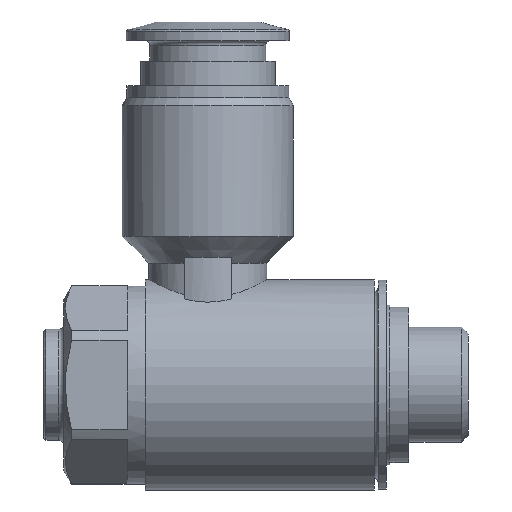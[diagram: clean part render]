
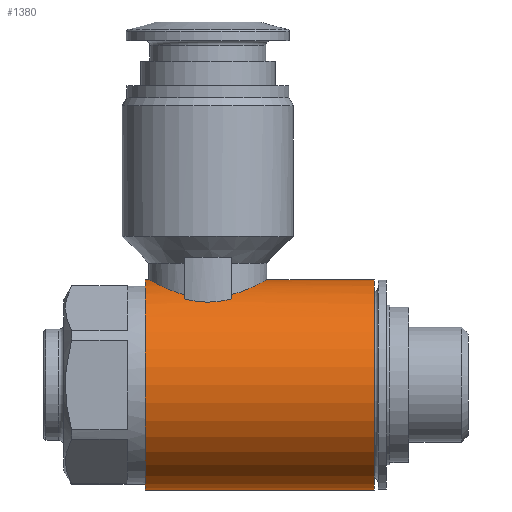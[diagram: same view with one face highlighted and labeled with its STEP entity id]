
A CAD part, left-side view. The second image highlights one B-rep face of the part: STEP entity #1380.
In plain terms, the highlighted cylindrical face has radius 8.9 mm (diameter 17.8 mm), a full revolution.
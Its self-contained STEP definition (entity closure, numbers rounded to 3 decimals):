
#130=B_SPLINE_CURVE_WITH_KNOTS('',3,(#1920,#1921,#1922,#1923,#1924,#1925,
#1926,#1927,#1928),.UNSPECIFIED.,.F.,.F.,(4,1,1,1,1,1,4),(0.002,
0.005,0.007,0.008,0.009,
0.011,0.014),.UNSPECIFIED.);
#131=B_SPLINE_CURVE_WITH_KNOTS('',3,(#1933,#1934,#1935,#1936,#1937),
 .UNSPECIFIED.,.F.,.F.,(4,1,4),(0.,0.002,0.004),
 .UNSPECIFIED.);
#132=B_SPLINE_CURVE_WITH_KNOTS('',3,(#1941,#1942,#1943,#1944,#1945,#1946,
#1947,#1948,#1949),.UNSPECIFIED.,.F.,.F.,(4,1,1,1,1,1,4),(0.018,
0.021,0.022,0.024,0.025,
0.027,0.03),.UNSPECIFIED.);
#133=B_SPLINE_CURVE_WITH_KNOTS('',3,(#1953,#1954,#1955,#1956,#1957),
 .UNSPECIFIED.,.F.,.F.,(4,1,4),(0.,0.002,0.004),
 .UNSPECIFIED.);
#150=ORIENTED_EDGE('',*,*,#378,.F.);
#151=ORIENTED_EDGE('',*,*,#379,.T.);
#152=ORIENTED_EDGE('',*,*,#380,.F.);
#153=ORIENTED_EDGE('',*,*,#381,.F.);
#154=ORIENTED_EDGE('',*,*,#382,.F.);
#155=ORIENTED_EDGE('',*,*,#383,.F.);
#156=ORIENTED_EDGE('',*,*,#384,.F.);
#157=ORIENTED_EDGE('',*,*,#385,.F.);
#158=ORIENTED_EDGE('',*,*,#386,.F.);
#159=ORIENTED_EDGE('',*,*,#387,.F.);
#378=EDGE_CURVE('',#492,#492,#581,.T.);
#379=EDGE_CURVE('',#493,#493,#582,.T.);
#380=EDGE_CURVE('',#494,#495,#130,.T.);
#381=EDGE_CURVE('',#496,#494,#583,.T.);
#382=EDGE_CURVE('',#497,#496,#131,.T.);
#383=EDGE_CURVE('',#498,#497,#584,.T.);
#384=EDGE_CURVE('',#499,#498,#132,.T.);
#385=EDGE_CURVE('',#500,#499,#585,.T.);
#386=EDGE_CURVE('',#501,#500,#133,.T.);
#387=EDGE_CURVE('',#495,#501,#586,.T.);
#492=VERTEX_POINT('',#1917);
#493=VERTEX_POINT('',#1919);
#494=VERTEX_POINT('',#1929);
#495=VERTEX_POINT('',#1930);
#496=VERTEX_POINT('',#1932);
#497=VERTEX_POINT('',#1938);
#498=VERTEX_POINT('',#1940);
#499=VERTEX_POINT('',#1950);
#500=VERTEX_POINT('',#1952);
#501=VERTEX_POINT('',#1958);
#581=CIRCLE('',#1456,8.9);
#582=CIRCLE('',#1457,8.9);
#583=CIRCLE('',#1458,8.9);
#584=CIRCLE('',#1459,8.9);
#585=CIRCLE('',#1460,8.9);
#586=CIRCLE('',#1461,8.9);
#647=EDGE_LOOP('',(#150));
#648=EDGE_LOOP('',(#151));
#649=EDGE_LOOP('',(#152,#153,#154,#155,#156,#157,#158,#159));
#761=FACE_BOUND('',#647,.T.);
#762=FACE_BOUND('',#648,.T.);
#763=FACE_BOUND('',#649,.T.);
#874=CYLINDRICAL_SURFACE('',#1455,8.9);
#1380=ADVANCED_FACE('',(#761,#762,#763),#874,.T.);
#1455=AXIS2_PLACEMENT_3D('',#1915,#1593,#1594);
#1456=AXIS2_PLACEMENT_3D('',#1916,#1595,#1596);
#1457=AXIS2_PLACEMENT_3D('',#1918,#1597,#1598);
#1458=AXIS2_PLACEMENT_3D('',#1931,#1599,#1600);
#1459=AXIS2_PLACEMENT_3D('',#1939,#1601,#1602);
#1460=AXIS2_PLACEMENT_3D('',#1951,#1603,#1604);
#1461=AXIS2_PLACEMENT_3D('',#1959,#1605,#1606);
#1593=DIRECTION('',(0.,-1.,0.));
#1594=DIRECTION('',(0.,0.,-1.));
#1595=DIRECTION('',(0.,-1.,0.));
#1596=DIRECTION('',(0.,0.,-1.));
#1597=DIRECTION('',(0.,-1.,0.));
#1598=DIRECTION('',(0.,0.,-1.));
#1599=DIRECTION('',(0.,1.,0.));
#1600=DIRECTION('',(0.,0.,1.));
#1601=DIRECTION('',(0.,-1.,0.));
#1602=DIRECTION('',(0.,0.,-1.));
#1603=DIRECTION('',(0.,-1.,0.));
#1604=DIRECTION('',(0.,0.,-1.));
#1605=DIRECTION('',(0.,1.,0.));
#1606=DIRECTION('',(0.,0.,1.));
#1915=CARTESIAN_POINT('',(0.,-5.05,0.));
#1916=CARTESIAN_POINT('',(0.,2.9,0.));
#1917=CARTESIAN_POINT('',(0.,2.9,-8.9));
#1918=CARTESIAN_POINT('',(0.,22.3,0.));
#1919=CARTESIAN_POINT('',(0.,22.3,-8.9));
#1920=CARTESIAN_POINT('',(-4.583,15.,7.63));
#1921=CARTESIAN_POINT('',(-4.197,14.117,7.861));
#1922=CARTESIAN_POINT('',(-3.248,12.991,8.365));
#1923=CARTESIAN_POINT('',(-1.492,12.152,8.813));
#1924=CARTESIAN_POINT('',(-0.008,11.925,8.943));
#1925=CARTESIAN_POINT('',(1.484,12.149,8.815));
#1926=CARTESIAN_POINT('',(3.254,12.993,8.364));
#1927=CARTESIAN_POINT('',(4.199,14.121,7.86));
#1928=CARTESIAN_POINT('',(4.583,15.,7.63));
#1929=CARTESIAN_POINT('',(-4.583,15.,7.63));
#1930=CARTESIAN_POINT('',(4.583,15.,7.63));
#1931=CARTESIAN_POINT('',(0.,15.,0.));
#1932=CARTESIAN_POINT('',(-5.123,15.,7.277));
#1933=CARTESIAN_POINT('',(-5.123,19.,7.277));
#1934=CARTESIAN_POINT('',(-5.368,18.372,7.105));
#1935=CARTESIAN_POINT('',(-5.631,17.002,6.889));
#1936=CARTESIAN_POINT('',(-5.369,15.628,7.105));
#1937=CARTESIAN_POINT('',(-5.123,15.,7.277));
#1938=CARTESIAN_POINT('',(-5.123,19.,7.277));
#1939=CARTESIAN_POINT('',(0.,19.,0.));
#1940=CARTESIAN_POINT('',(-4.583,19.,7.63));
#1941=CARTESIAN_POINT('',(4.583,19.,7.63));
#1942=CARTESIAN_POINT('',(4.195,19.887,7.862));
#1943=CARTESIAN_POINT('',(3.249,21.008,8.365));
#1944=CARTESIAN_POINT('',(1.495,21.847,8.813));
#1945=CARTESIAN_POINT('',(0.008,22.075,8.943));
#1946=CARTESIAN_POINT('',(-1.483,21.851,8.815));
#1947=CARTESIAN_POINT('',(-3.253,21.008,8.364));
#1948=CARTESIAN_POINT('',(-4.199,19.878,7.86));
#1949=CARTESIAN_POINT('',(-4.583,19.,7.63));
#1950=CARTESIAN_POINT('',(4.583,19.,7.63));
#1951=CARTESIAN_POINT('',(0.,19.,0.));
#1952=CARTESIAN_POINT('',(5.123,19.,7.277));
#1953=CARTESIAN_POINT('',(5.123,15.,7.277));
#1954=CARTESIAN_POINT('',(5.368,15.628,7.105));
#1955=CARTESIAN_POINT('',(5.631,16.998,6.889));
#1956=CARTESIAN_POINT('',(5.369,18.372,7.105));
#1957=CARTESIAN_POINT('',(5.123,19.,7.277));
#1958=CARTESIAN_POINT('',(5.123,15.,7.277));
#1959=CARTESIAN_POINT('',(0.,15.,0.));
